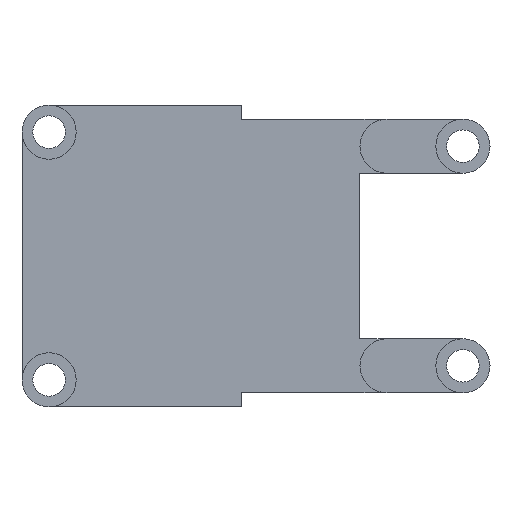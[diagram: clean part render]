
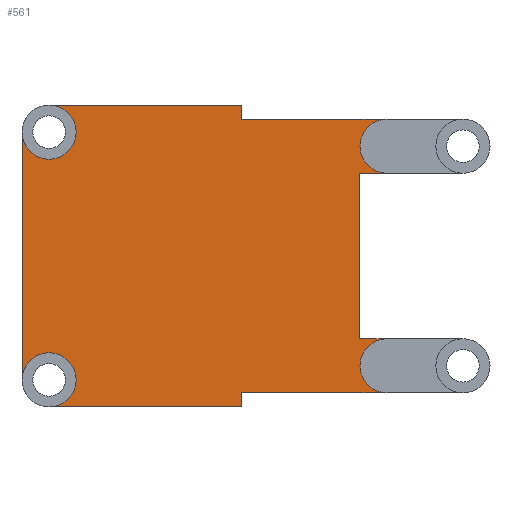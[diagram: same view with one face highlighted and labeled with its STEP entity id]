
A CAD part, front view. The second image highlights one B-rep face of the part: STEP entity #561.
In plain terms, the highlighted planar face has unit normal (0, -1, 0).
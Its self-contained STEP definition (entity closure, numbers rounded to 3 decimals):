
#24=LINE('',#864,#75);
#36=LINE('',#895,#87);
#50=LINE('',#936,#101);
#52=LINE('',#939,#103);
#53=LINE('',#942,#104);
#54=LINE('',#944,#105);
#55=LINE('',#948,#106);
#56=LINE('',#952,#107);
#57=LINE('',#953,#108);
#75=VECTOR('',#700,10.);
#87=VECTOR('',#726,10.);
#101=VECTOR('',#766,10.);
#103=VECTOR('',#770,10.);
#104=VECTOR('',#773,10.);
#105=VECTOR('',#774,10.);
#106=VECTOR('',#777,10.);
#107=VECTOR('',#780,10.);
#108=VECTOR('',#781,10.);
#155=FACE_OUTER_BOUND('',#190,.T.);
#190=EDGE_LOOP('',(#472,#473,#474,#475,#476,#477,#478,#479,#480,#481,#482,
#483,#484,#485));
#216=CIRCLE('',#609,2.5);
#225=CIRCLE('',#624,2.5);
#226=CIRCLE('',#626,1318281.097);
#227=CIRCLE('',#630,2.5);
#228=CIRCLE('',#631,2.5);
#248=VERTEX_POINT('',#862);
#249=VERTEX_POINT('',#863);
#252=VERTEX_POINT('',#872);
#253=VERTEX_POINT('',#873);
#261=VERTEX_POINT('',#893);
#273=VERTEX_POINT('',#927);
#274=VERTEX_POINT('',#931);
#275=VERTEX_POINT('',#935);
#276=VERTEX_POINT('',#941);
#277=VERTEX_POINT('',#943);
#278=VERTEX_POINT('',#945);
#279=VERTEX_POINT('',#947);
#280=VERTEX_POINT('',#949);
#281=VERTEX_POINT('',#951);
#307=EDGE_CURVE('',#248,#249,#24,.T.);
#312=EDGE_CURVE('',#252,#253,#216,.T.);
#323=EDGE_CURVE('',#261,#253,#36,.T.);
#341=EDGE_CURVE('',#248,#273,#225,.T.);
#342=EDGE_CURVE('',#273,#274,#226,.T.);
#344=EDGE_CURVE('',#274,#275,#50,.T.);
#346=EDGE_CURVE('',#275,#252,#52,.T.);
#347=EDGE_CURVE('',#276,#261,#53,.T.);
#348=EDGE_CURVE('',#277,#276,#54,.T.);
#349=EDGE_CURVE('',#278,#277,#227,.T.);
#350=EDGE_CURVE('',#279,#278,#55,.T.);
#351=EDGE_CURVE('',#280,#279,#228,.T.);
#352=EDGE_CURVE('',#281,#280,#56,.T.);
#353=EDGE_CURVE('',#249,#281,#57,.T.);
#472=ORIENTED_EDGE('',*,*,#341,.T.);
#473=ORIENTED_EDGE('',*,*,#342,.T.);
#474=ORIENTED_EDGE('',*,*,#344,.T.);
#475=ORIENTED_EDGE('',*,*,#346,.T.);
#476=ORIENTED_EDGE('',*,*,#312,.T.);
#477=ORIENTED_EDGE('',*,*,#323,.F.);
#478=ORIENTED_EDGE('',*,*,#347,.F.);
#479=ORIENTED_EDGE('',*,*,#348,.F.);
#480=ORIENTED_EDGE('',*,*,#349,.F.);
#481=ORIENTED_EDGE('',*,*,#350,.F.);
#482=ORIENTED_EDGE('',*,*,#351,.F.);
#483=ORIENTED_EDGE('',*,*,#352,.F.);
#484=ORIENTED_EDGE('',*,*,#353,.F.);
#485=ORIENTED_EDGE('',*,*,#307,.F.);
#534=PLANE('',#629);
#561=ADVANCED_FACE('',(#155),#534,.F.);
#609=AXIS2_PLACEMENT_3D('',#874,#707,#708);
#624=AXIS2_PLACEMENT_3D('',#929,#757,#758);
#626=AXIS2_PLACEMENT_3D('',#932,#761,#762);
#629=AXIS2_PLACEMENT_3D('',#940,#771,#772);
#630=AXIS2_PLACEMENT_3D('',#946,#775,#776);
#631=AXIS2_PLACEMENT_3D('',#950,#778,#779);
#700=DIRECTION('',(-1.,0.,0.));
#707=DIRECTION('center_axis',(0.,1.,0.));
#708=DIRECTION('ref_axis',(-1.,0.,0.));
#726=DIRECTION('',(1.,0.,0.));
#757=DIRECTION('center_axis',(0.,1.,0.));
#758=DIRECTION('ref_axis',(-1.,0.,0.));
#761=DIRECTION('center_axis',(0.,-1.,0.));
#762=DIRECTION('ref_axis',(0.,0.,1.));
#766=DIRECTION('',(0.,0.,1.));
#770=DIRECTION('',(1.,0.,0.));
#771=DIRECTION('center_axis',(0.,1.,0.));
#772=DIRECTION('ref_axis',(1.,0.,0.));
#773=DIRECTION('',(0.,0.,-1.));
#774=DIRECTION('',(1.,0.,0.));
#775=DIRECTION('center_axis',(0.,-1.,0.));
#776=DIRECTION('ref_axis',(1.,0.,0.));
#777=DIRECTION('',(0.,0.,1.));
#778=DIRECTION('center_axis',(0.,-1.,0.));
#779=DIRECTION('ref_axis',(1.,0.,0.));
#780=DIRECTION('',(-1.,0.,0.));
#781=DIRECTION('',(0.,0.,-1.));
#862=CARTESIAN_POINT('',(13.4,15.5,-12.63));
#863=CARTESIAN_POINT('',(0.,15.5,-12.63));
#864=CARTESIAN_POINT('',(20.38,15.5,-12.63));
#872=CARTESIAN_POINT('',(13.4,15.5,7.63));
#873=CARTESIAN_POINT('',(13.4,15.5,12.63));
#874=CARTESIAN_POINT('Origin',(13.4,15.5,10.13));
#893=CARTESIAN_POINT('',(0.,15.5,12.63));
#895=CARTESIAN_POINT('',(3.83,15.5,12.63));
#927=CARTESIAN_POINT('',(13.4,15.5,-7.63));
#929=CARTESIAN_POINT('Origin',(13.4,15.5,-10.13));
#931=CARTESIAN_POINT('',(10.9,15.5,-7.63));
#932=CARTESIAN_POINT('Origin',(12.15,15.5,-1318288.727));
#935=CARTESIAN_POINT('',(10.9,15.5,7.63));
#936=CARTESIAN_POINT('',(10.9,15.5,3.815));
#939=CARTESIAN_POINT('',(14.03,15.5,7.63));
#940=CARTESIAN_POINT('Origin',(7.66,15.5,0.));
#941=CARTESIAN_POINT('',(0.,15.5,13.93));
#942=CARTESIAN_POINT('',(0.,15.5,6.965));
#943=CARTESIAN_POINT('',(-17.78,15.5,13.93));
#944=CARTESIAN_POINT('',(-5.06,15.5,13.93));
#945=CARTESIAN_POINT('',(-20.28,15.5,11.43));
#946=CARTESIAN_POINT('Origin',(-17.78,15.5,11.43));
#947=CARTESIAN_POINT('',(-20.28,15.5,-11.43));
#948=CARTESIAN_POINT('',(-20.28,15.5,-5.715));
#949=CARTESIAN_POINT('',(-17.78,15.5,-13.93));
#950=CARTESIAN_POINT('Origin',(-17.78,15.5,-11.43));
#951=CARTESIAN_POINT('',(0.,15.5,-13.93));
#952=CARTESIAN_POINT('',(3.83,15.5,-13.93));
#953=CARTESIAN_POINT('',(0.,15.5,-6.315));
